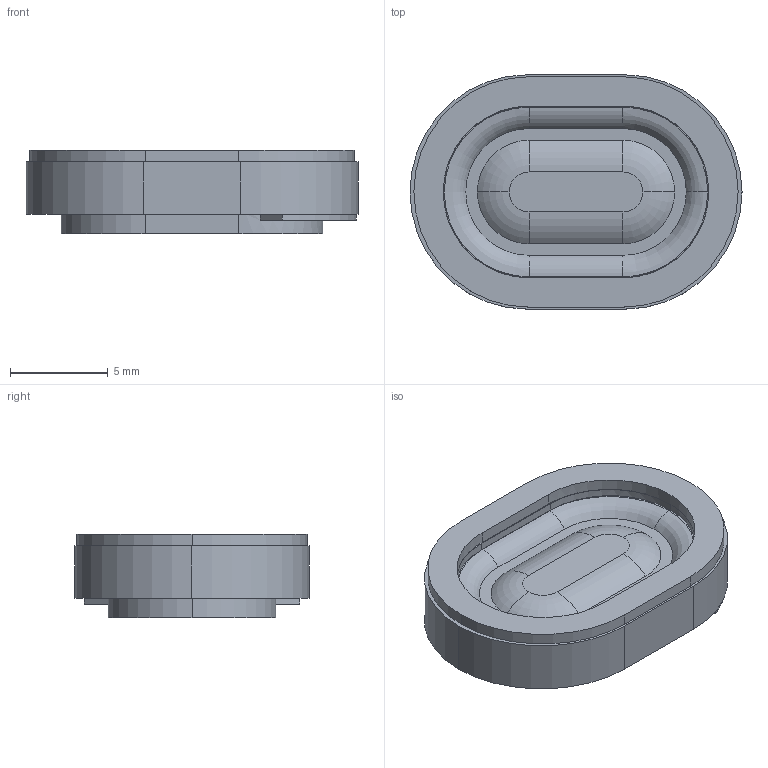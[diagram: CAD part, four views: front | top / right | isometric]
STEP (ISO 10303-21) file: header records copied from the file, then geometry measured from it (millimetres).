
FILE_DESCRIPTION (( 'STEP AP214' ), '1' );
FILE_NAME ('Speaker_17x12x4.3.STEP', '2022-01-29T13:15:34', ( 'Elessar' ), ( '' ), 'SwSTEP 2.0', 'SolidWorks 2018', '' );
FILE_SCHEMA (( 'AUTOMOTIVE_DESIGN' ));
Length unit declared in the file: millimetre
Products named in the file (1): Speaker_17x12x4.3
Bounding box: 17 x 12 x 4.3 mm (x, y, z)
Volume: 545.9 mm3; surface area: 591 mm2
Topology: 1 solids, 1 shells, 55 faces, 140 edges, 92 vertices
Faces by surface type: plane 27, cylinder 21, torus 7
Entity records: 2266 total; most frequent: DIRECTION 323, CARTESIAN_POINT 288, ORIENTED_EDGE 280, EDGE_CURVE 140, AXIS2_PLACEMENT_3D 127, VERTEX_POINT 92, CIRCLE 71, LINE 69
